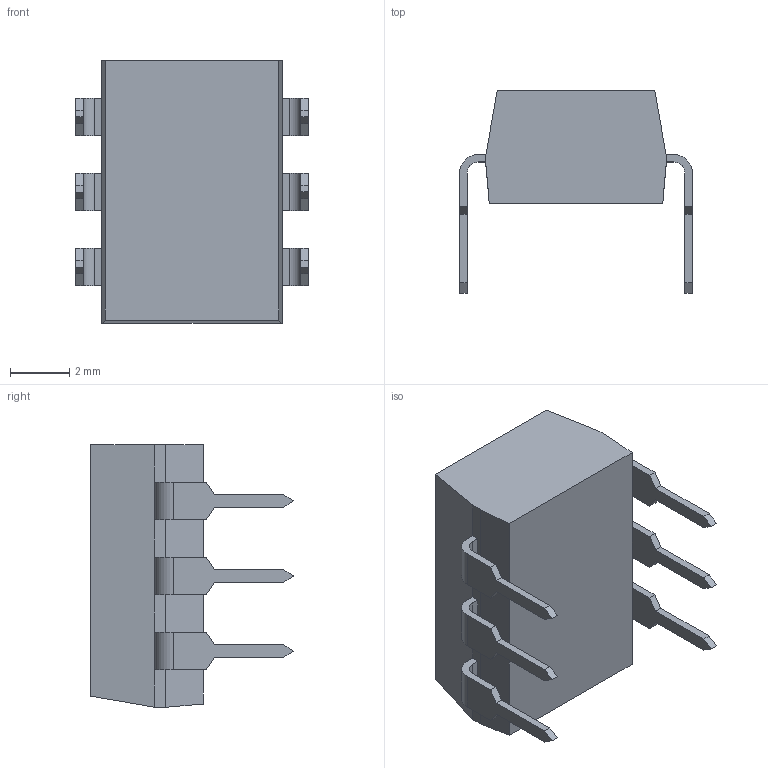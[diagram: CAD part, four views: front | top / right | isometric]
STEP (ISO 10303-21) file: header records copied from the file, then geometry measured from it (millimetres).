
FILE_DESCRIPTION(('STEP AP214'), '1');
FILE_NAME('DIP6', '', ('UNSPECIFIED'), ('UNSPECIFIED'), 'ASCON STEP Converter 1.3', 'ASCON Math Kernel', '');
FILE_SCHEMA(('AUTOMOTIVE_DESIGN { 1 0 10303 214 3 1 1}'));
Length unit declared in the file: millimetre
Products named in the file (1): 55865015-E4F4-4F98-96C8-5E6F64E73CE5
Bounding box: 7.87 x 6.86 x 8.89 mm (x, y, z)
Volume: 200.6 mm3; surface area: 274.2 mm2
Topology: 1 solids, 1 shells, 100 faces, 278 edges, 180 vertices
Faces by surface type: plane 87, cylinder 13
Entity records: 3979 total; most frequent: CARTESIAN_POINT 559, ORIENTED_EDGE 556, DIRECTION 506, EDGE_CURVE 278, LINE 252, VECTOR 252, VERTEX_POINT 180, AXIS2_PLACEMENT_3D 127
